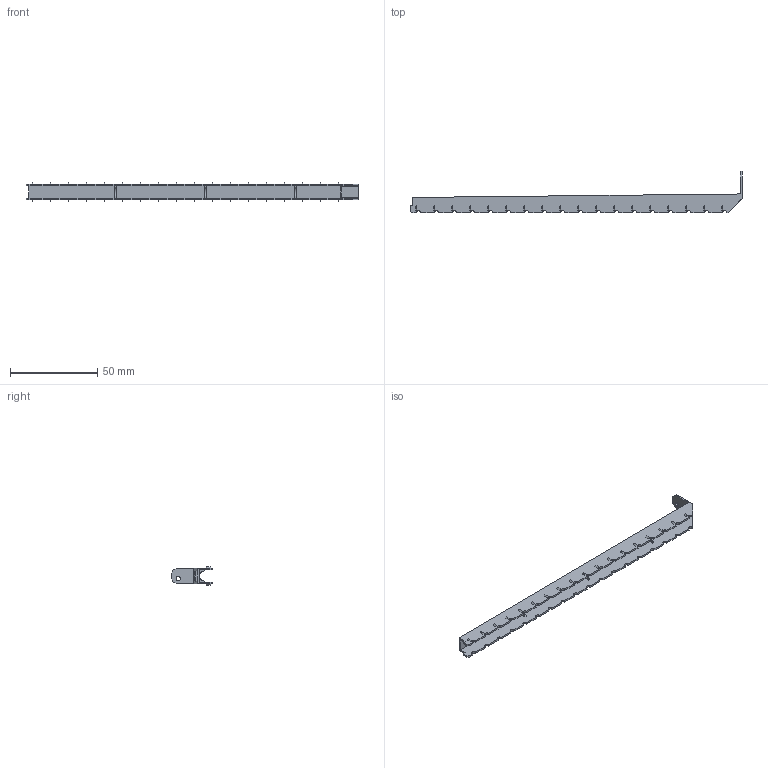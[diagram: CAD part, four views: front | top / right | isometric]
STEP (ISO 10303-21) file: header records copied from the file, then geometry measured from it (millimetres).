
FILE_DESCRIPTION (( 'STEP AP203' ), '1' );
FILE_NAME ('ScrewMate_Cower_2.STEP', '2014-05-26T18:50:52', ( '' ), ( '' ), 'SwSTEP 2.0', 'SolidWorks 2014', '' );
FILE_SCHEMA (( 'CONFIG_CONTROL_DESIGN' ));
Length unit declared in the file: millimetre
Products named in the file (1): ScrewMate_Cower_2
Bounding box: 189.9 x 23.75 x 10.5 mm (x, y, z)
Volume: 5199.1 mm3; surface area: 10581.1 mm2
Topology: 1 solids, 1 shells, 376 faces, 1012 edges, 674 vertices
Faces by surface type: plane 295, cylinder 81
Entity records: 11763 total; most frequent: CARTESIAN_POINT 2063, ORIENTED_EDGE 2024, DIRECTION 1928, EDGE_CURVE 1012, VECTOR 850, LINE 850, VERTEX_POINT 674, AXIS2_PLACEMENT_3D 539
